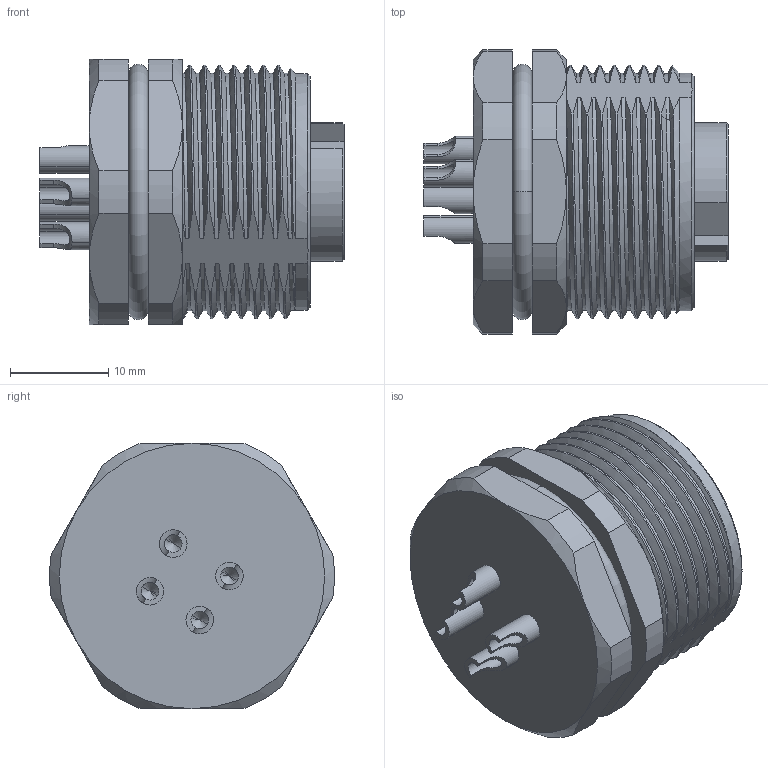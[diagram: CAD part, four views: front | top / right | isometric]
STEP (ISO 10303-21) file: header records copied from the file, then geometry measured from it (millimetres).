
FILE_DESCRIPTION((''),'2;1');
FILE_NAME('7_8-F04-BKR-M26-W1_5_SW0001','2024-03-21T',('13288'),(''),'PRO/ENGINEER BY PARAMETRIC TECHNOLOGY CORPORATION, 2012480','PRO/ENGINEER BY PARAMETRIC TECHNOLOGY CORPORATION, 2012480','');
FILE_SCHEMA(('CONFIG_CONTROL_DESIGN'));
Length unit declared in the file: millimetre
Products named in the file (1): 7_8-F04-BKR-M26-W1_5_SW0001
Bounding box: 30.95 x 28.96 x 27 mm (x, y, z)
Volume: 10789 mm3; surface area: 8238.6 mm2
Topology: 1 solids, 3 shells, 699 faces, 1971 edges, 1304 vertices
Faces by surface type: plane 248, cylinder 133, extrusion 111, cone 85, bspline 84, torus 38
Entity records: 31521 total; most frequent: CARTESIAN_POINT 14731, ORIENTED_EDGE 3926, DIRECTION 2754, EDGE_CURVE 1963, VERTEX_POINT 1304, AXIS2_PLACEMENT_3D 935, VECTOR 884, B_SPLINE_CURVE_WITH_KNOTS 870
